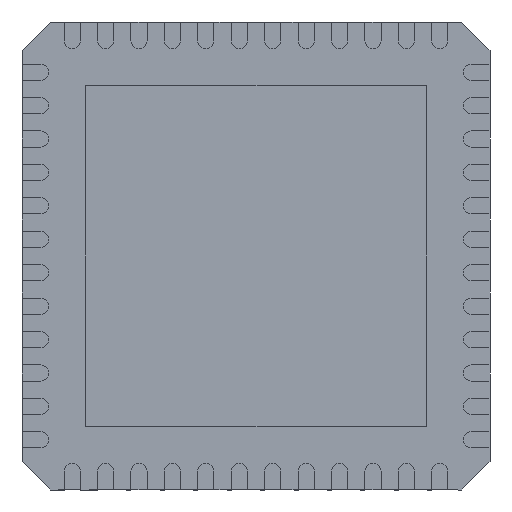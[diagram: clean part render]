
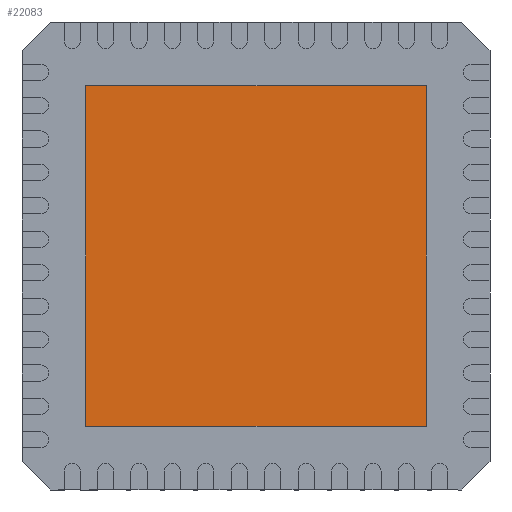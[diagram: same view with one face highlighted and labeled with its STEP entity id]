
A CAD part, front view. The second image highlights one B-rep face of the part: STEP entity #22083.
In plain terms, the highlighted planar face has unit normal (0, -1, 0).
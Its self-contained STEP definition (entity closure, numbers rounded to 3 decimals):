
#193 = CARTESIAN_POINT ( 'NONE',  ( 2.55, 0., -2.55 ) ) ;
#1057 = CARTESIAN_POINT ( 'NONE',  ( 2.55, 0., -2.55 ) ) ;
#1676 = EDGE_LOOP ( 'NONE', ( #10140, #15910, #11795, #3959 ) ) ;
#1745 = CARTESIAN_POINT ( 'NONE',  ( 0., 0., 0. ) ) ;
#1958 = CARTESIAN_POINT ( 'NONE',  ( 2.55, 0., 2.55 ) ) ;
#3495 = EDGE_CURVE ( 'NONE', #12732, #21818, #22136, .T. ) ;
#3781 = LINE ( 'NONE', #1057, #14087 ) ;
#3847 = DIRECTION ( 'NONE',  ( 1., 0., 0. ) ) ;
#3959 = ORIENTED_EDGE ( 'NONE', *, *, #8540, .T. ) ;
#3995 = VECTOR ( 'NONE', #3847, 1000. ) ;
#5450 = DIRECTION ( 'NONE',  ( 0., -1., 0. ) ) ;
#7793 = CARTESIAN_POINT ( 'NONE',  ( 2.55, 0., -2.55 ) ) ;
#8540 = EDGE_CURVE ( 'NONE', #11253, #12732, #20653, .T. ) ;
#9154 = DIRECTION ( 'NONE',  ( -1., 0., 0. ) ) ;
#10140 = ORIENTED_EDGE ( 'NONE', *, *, #3495, .T. ) ;
#11253 = VERTEX_POINT ( 'NONE', #14745 ) ;
#11795 = ORIENTED_EDGE ( 'NONE', *, *, #21413, .T. ) ;
#12732 = VERTEX_POINT ( 'NONE', #17911 ) ;
#13719 = LINE ( 'NONE', #193, #3995 ) ;
#13840 = VECTOR ( 'NONE', #9154, 1000. ) ;
#13905 = CARTESIAN_POINT ( 'NONE',  ( -2.55, 0., -2.55 ) ) ;
#14087 = VECTOR ( 'NONE', #17477, 1000. ) ;
#14602 = AXIS2_PLACEMENT_3D ( 'NONE', #1745, #5450, #16382 ) ;
#14745 = CARTESIAN_POINT ( 'NONE',  ( 2.55, 0., 2.55 ) ) ;
#15439 = EDGE_CURVE ( 'NONE', #21818, #20764, #13719, .T. ) ;
#15910 = ORIENTED_EDGE ( 'NONE', *, *, #15439, .T. ) ;
#16382 = DIRECTION ( 'NONE',  ( 0., 0., -1. ) ) ;
#17477 = DIRECTION ( 'NONE',  ( 0., 0., 1. ) ) ;
#17911 = CARTESIAN_POINT ( 'NONE',  ( -2.55, 0., 2.55 ) ) ;
#18039 = PLANE ( 'NONE',  #14602 ) ;
#20653 = LINE ( 'NONE', #1958, #13840 ) ;
#20751 = VECTOR ( 'NONE', #23123, 1000. ) ;
#20764 = VERTEX_POINT ( 'NONE', #7793 ) ;
#21413 = EDGE_CURVE ( 'NONE', #20764, #11253, #3781, .T. ) ;
#21417 = FACE_OUTER_BOUND ( 'NONE', #1676, .T. ) ;
#21818 = VERTEX_POINT ( 'NONE', #13905 ) ;
#22083 = ADVANCED_FACE ( 'NONE', ( #21417 ), #18039, .T. ) ;
#22136 = LINE ( 'NONE', #22951, #20751 ) ;
#22951 = CARTESIAN_POINT ( 'NONE',  ( -2.55, 0., -2.55 ) ) ;
#23123 = DIRECTION ( 'NONE',  ( 0., 0., -1. ) ) ;
